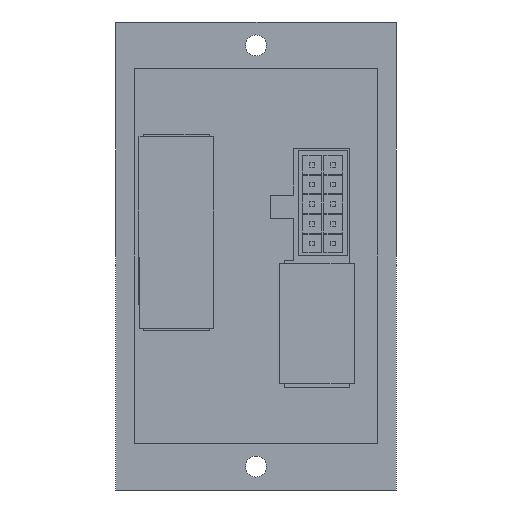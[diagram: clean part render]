
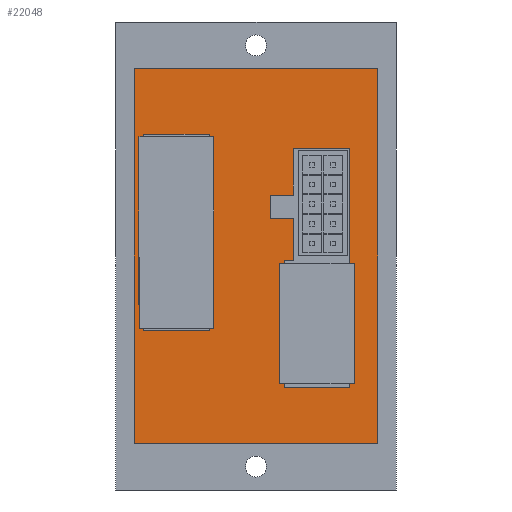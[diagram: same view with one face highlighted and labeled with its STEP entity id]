
A CAD part, left-side view. The second image highlights one B-rep face of the part: STEP entity #22048.
In plain terms, the highlighted planar face has unit normal (-1, 0, 0).
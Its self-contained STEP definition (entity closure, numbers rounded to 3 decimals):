
#4816=CARTESIAN_POINT('',(-52.25,-8.,23.0));
#4817=VERTEX_POINT('',#4816);
#4824=CARTESIAN_POINT('',(-52.25,-8.,13.));
#4825=VERTEX_POINT('',#4824);
#4826=CARTESIAN_POINT('',(-52.25,-8.,13.));
#4827=DIRECTION('',(0.0,0.0,1.0));
#4828=VECTOR('',#4827,10.);
#4829=LINE('',#4826,#4828);
#4830=EDGE_CURVE('',#4825,#4817,#4829,.T.);
#4848=CARTESIAN_POINT('',(-52.25,-3.,13.));
#4849=VERTEX_POINT('',#4848);
#4850=CARTESIAN_POINT('',(-52.25,-3.,13.));
#4851=DIRECTION('',(0.0,-1.0,0.0));
#4852=VECTOR('',#4851,5.0);
#4853=LINE('',#4850,#4852);
#4854=EDGE_CURVE('',#4849,#4825,#4853,.T.);
#4872=CARTESIAN_POINT('',(-52.25,-3.,8.));
#4873=VERTEX_POINT('',#4872);
#4874=CARTESIAN_POINT('',(-52.25,-3.,8.));
#4875=DIRECTION('',(0.0,0.0,1.0));
#4876=VECTOR('',#4875,5.0);
#4877=LINE('',#4874,#4876);
#4878=EDGE_CURVE('',#4873,#4849,#4877,.T.);
#4896=CARTESIAN_POINT('',(-52.25,-8.,8.));
#4897=VERTEX_POINT('',#4896);
#4898=CARTESIAN_POINT('',(-52.25,-8.,8.));
#4899=DIRECTION('',(0.0,1.0,0.0));
#4900=VECTOR('',#4899,5.);
#4901=LINE('',#4898,#4900);
#4902=EDGE_CURVE('',#4897,#4873,#4901,.T.);
#4920=CARTESIAN_POINT('',(-52.25,-8.,-1.));
#4921=VERTEX_POINT('',#4920);
#4922=CARTESIAN_POINT('',(-52.25,-8.,-1.));
#4923=DIRECTION('',(0.0,0.0,1.0));
#4924=VECTOR('',#4923,9.);
#4925=LINE('',#4922,#4924);
#4926=EDGE_CURVE('',#4921,#4897,#4925,.T.);
#4944=CARTESIAN_POINT('',(-52.25,-6.,-1.));
#4945=VERTEX_POINT('',#4944);
#4946=CARTESIAN_POINT('',(-52.25,-6.,-1.));
#4947=DIRECTION('',(0.0,-1.0,0.0));
#4948=VECTOR('',#4947,2.);
#4949=LINE('',#4946,#4948);
#4950=EDGE_CURVE('',#4945,#4921,#4949,.T.);
#4968=CARTESIAN_POINT('',(-52.25,-6.,-28.0));
#4969=VERTEX_POINT('',#4968);
#4970=CARTESIAN_POINT('',(-52.25,-6.,-28.0));
#4971=DIRECTION('',(0.0,0.0,1.0));
#4972=VECTOR('',#4971,27.);
#4973=LINE('',#4970,#4972);
#4974=EDGE_CURVE('',#4969,#4945,#4973,.T.);
#4992=CARTESIAN_POINT('',(-52.25,-20.0,-28.));
#4993=VERTEX_POINT('',#4992);
#4994=CARTESIAN_POINT('',(-52.25,-20.0,-28.));
#4995=DIRECTION('',(0.0,1.0,0.0));
#4996=VECTOR('',#4995,14.);
#4997=LINE('',#4994,#4996);
#4998=EDGE_CURVE('',#4993,#4969,#4997,.T.);
#5016=CARTESIAN_POINT('',(-52.25,-20.,23.0));
#5017=VERTEX_POINT('',#5016);
#5018=CARTESIAN_POINT('',(-52.25,-20.,23.0));
#5019=DIRECTION('',(0.0,0.0,-1.0));
#5020=VECTOR('',#5019,51.);
#5021=LINE('',#5018,#5020);
#5022=EDGE_CURVE('',#5017,#4993,#5021,.T.);
#5040=CARTESIAN_POINT('',(-52.25,-8.,23.0));
#5041=DIRECTION('',(0.0,-1.0,0.0));
#5042=VECTOR('',#5041,12.);
#5043=LINE('',#5040,#5042);
#5044=EDGE_CURVE('',#4817,#5017,#5043,.T.);
#5083=CARTESIAN_POINT('',(-52.25,24.,-16.));
#5084=VERTEX_POINT('',#5083);
#5091=CARTESIAN_POINT('',(-52.25,10.,-16.));
#5092=VERTEX_POINT('',#5091);
#5093=CARTESIAN_POINT('',(-52.25,10.,-16.));
#5094=DIRECTION('',(0.0,1.0,0.0));
#5095=VECTOR('',#5094,14.);
#5096=LINE('',#5093,#5095);
#5097=EDGE_CURVE('',#5092,#5084,#5096,.T.);
#5122=CARTESIAN_POINT('',(-52.25,10.,26.));
#5123=VERTEX_POINT('',#5122);
#5124=CARTESIAN_POINT('',(-52.25,10.,26.));
#5125=DIRECTION('',(0.0,0.0,-1.0));
#5126=VECTOR('',#5125,42.0);
#5127=LINE('',#5124,#5126);
#5128=EDGE_CURVE('',#5123,#5092,#5127,.T.);
#5153=CARTESIAN_POINT('',(-52.25,24.,26.));
#5154=VERTEX_POINT('',#5153);
#5155=CARTESIAN_POINT('',(-52.25,24.,26.));
#5156=DIRECTION('',(0.0,-1.0,0.0));
#5157=VECTOR('',#5156,14.0);
#5158=LINE('',#5155,#5157);
#5159=EDGE_CURVE('',#5154,#5123,#5158,.T.);
#5182=CARTESIAN_POINT('',(-52.25,24.,-16.));
#5183=DIRECTION('',(0.0,0.0,1.0));
#5184=VECTOR('',#5183,42.0);
#5185=LINE('',#5182,#5184);
#5186=EDGE_CURVE('',#5084,#5154,#5185,.T.);
#20800=CARTESIAN_POINT('',(-52.25,26.,40.0));
#20801=VERTEX_POINT('',#20800);
#20808=CARTESIAN_POINT('',(-52.25,-26.,40.));
#20809=VERTEX_POINT('',#20808);
#20810=CARTESIAN_POINT('',(-52.25,-26.,40.0));
#20811=DIRECTION('',(0.0,1.0,0.0));
#20812=VECTOR('',#20811,52.0);
#20813=LINE('',#20810,#20812);
#20814=EDGE_CURVE('',#20809,#20801,#20813,.T.);
#20927=CARTESIAN_POINT('',(-52.25,-26.,-40.));
#20928=VERTEX_POINT('',#20927);
#20929=CARTESIAN_POINT('',(-52.25,-26.,-40.));
#20930=DIRECTION('',(0.0,0.0,1.0));
#20931=VECTOR('',#20930,80.);
#20932=LINE('',#20929,#20931);
#20933=EDGE_CURVE('',#20928,#20809,#20932,.T.);
#21065=CARTESIAN_POINT('',(-52.25,26.,-40.0));
#21066=VERTEX_POINT('',#21065);
#21067=CARTESIAN_POINT('',(-52.25,26.,-40.0));
#21068=DIRECTION('',(0.0,-1.0,0.0));
#21069=VECTOR('',#21068,52.);
#21070=LINE('',#21067,#21069);
#21071=EDGE_CURVE('',#21066,#20928,#21070,.T.);
#21433=CARTESIAN_POINT('',(-52.25,26.,40.0));
#21434=DIRECTION('',(0.0,0.0,-1.0));
#21435=VECTOR('',#21434,80.0);
#21436=LINE('',#21433,#21435);
#21437=EDGE_CURVE('',#20801,#21066,#21436,.T.);
#22019=CARTESIAN_POINT('',(-52.25,0.,0.0));
#22020=DIRECTION('',(1.0,0.0,0.0));
#22021=DIRECTION('',(0.0,0.0,-1.0));
#22022=AXIS2_PLACEMENT_3D('',#22019,#22020,#22021);
#22023=PLANE('',#22022);
#22024=ORIENTED_EDGE('',*,*,#21071,.T.);
#22025=ORIENTED_EDGE('',*,*,#20933,.T.);
#22026=ORIENTED_EDGE('',*,*,#20814,.T.);
#22027=ORIENTED_EDGE('',*,*,#21437,.T.);
#22028=EDGE_LOOP('',(#22024,#22025,#22026,#22027));
#22029=FACE_OUTER_BOUND('',#22028,.T.);
#22030=ORIENTED_EDGE('',*,*,#4830,.T.);
#22031=ORIENTED_EDGE('',*,*,#5044,.T.);
#22032=ORIENTED_EDGE('',*,*,#5022,.T.);
#22033=ORIENTED_EDGE('',*,*,#4998,.T.);
#22034=ORIENTED_EDGE('',*,*,#4974,.T.);
#22035=ORIENTED_EDGE('',*,*,#4950,.T.);
#22036=ORIENTED_EDGE('',*,*,#4926,.T.);
#22037=ORIENTED_EDGE('',*,*,#4902,.T.);
#22038=ORIENTED_EDGE('',*,*,#4878,.T.);
#22039=ORIENTED_EDGE('',*,*,#4854,.T.);
#22040=EDGE_LOOP('',(#22030,#22031,#22032,#22033,#22034,#22035,#22036,#22037,#22038,#22039));
#22041=FACE_BOUND('',#22040,.T.);
#22042=ORIENTED_EDGE('',*,*,#5097,.T.);
#22043=ORIENTED_EDGE('',*,*,#5186,.T.);
#22044=ORIENTED_EDGE('',*,*,#5159,.T.);
#22045=ORIENTED_EDGE('',*,*,#5128,.T.);
#22046=EDGE_LOOP('',(#22042,#22043,#22044,#22045));
#22047=FACE_BOUND('',#22046,.T.);
#22048=ADVANCED_FACE('',(#22029,#22041,#22047),#22023,.F.);
